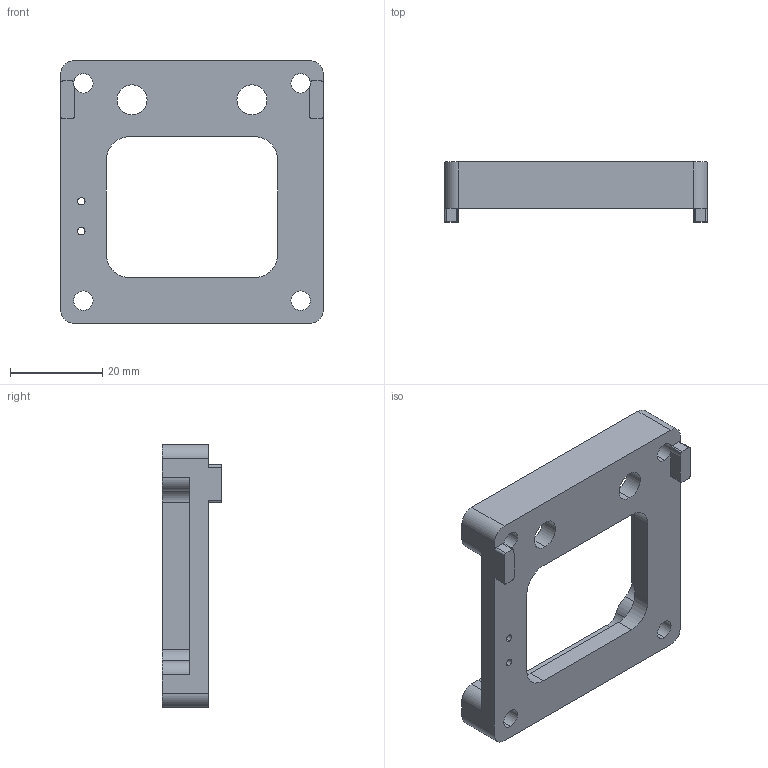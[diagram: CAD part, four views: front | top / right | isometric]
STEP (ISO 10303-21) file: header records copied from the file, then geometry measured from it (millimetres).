
FILE_DESCRIPTION (( 'STEP AP203' ), '1' );
FILE_NAME ('57祭輛萇儂盓殤_X粣.STEP', '2025-01-04T06:36:01', ( 'Leo' ), ( '' ), 'SwSTEP 2.0', 'SolidWorks 2022', '' );
FILE_SCHEMA (( 'CONFIG_CONTROL_DESIGN' ));
Length unit declared in the file: millimetre
Products named in the file (1): 57步进电机支架_X轴
Bounding box: 57 x 13 x 57 mm (x, y, z)
Volume: 12872.8 mm3; surface area: 8265.2 mm2
Topology: 1 solids, 1 shells, 68 faces, 204 edges, 136 vertices
Faces by surface type: cylinder 44, plane 24
Entity records: 2453 total; most frequent: DIRECTION 434, CARTESIAN_POINT 409, ORIENTED_EDGE 408, EDGE_CURVE 204, AXIS2_PLACEMENT_3D 161, VERTEX_POINT 136, LINE 112, VECTOR 112
